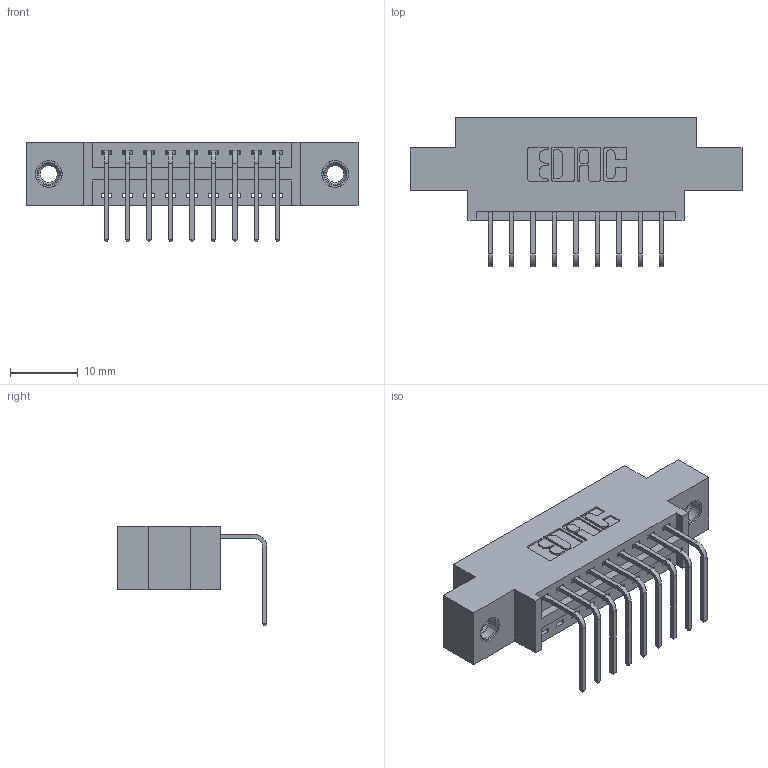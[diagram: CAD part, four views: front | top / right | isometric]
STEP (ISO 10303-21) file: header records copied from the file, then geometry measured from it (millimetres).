
FILE_DESCRIPTION (( 'STEP AP203' ), '1' );
FILE_NAME ('346-009-558-607.STEP', '2018-08-17T05:59:48', ( '' ), ( '' ), 'SwSTEP 2.0', 'SolidWorks 2016', '' );
FILE_SCHEMA (( 'CONFIG_CONTROL_DESIGN' ));
Length unit declared in the file: inch
Products named in the file (4): 346-009-558-607; 346 Part_0.170 Offset - 0.156 Dia-TI; 345-292-001_558 Tail - 2; 345-250-001_345-250-005-103
Assembly tree (12 placements, depth 2):
  346-009-558-607
    346 Part_0.170 Offset - 0.156 Dia-TI
    345-292-001_558 Tail - 2  x9
    345-250-001_345-250-005-103  x2
Bounding box: 49.15 x 22.16 x 14.73 mm (x, y, z)
Volume: 4339.1 mm3; surface area: 5441.1 mm2
Topology: 12 solids, 12 shells, 726 faces, 2115 edges, 1390 vertices
Faces by surface type: plane 490, cylinder 220, cone 12, torus 4
Entity records: 11430 total; most frequent: CARTESIAN_POINT 1954, ORIENTED_EDGE 1890, DIRECTION 1789, EDGE_CURVE 945, LINE 757, VECTOR 757, VERTEX_POINT 624, AXIS2_PLACEMENT_3D 516
